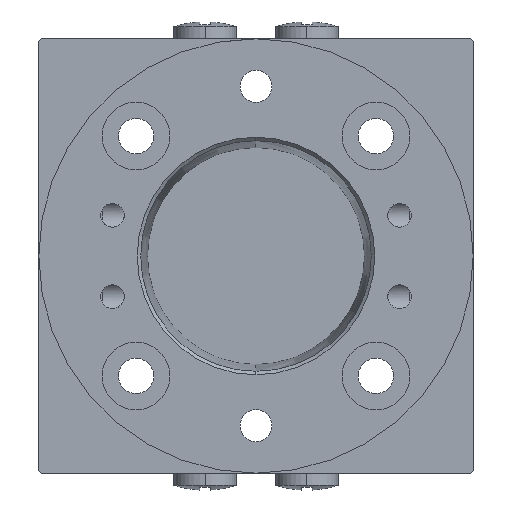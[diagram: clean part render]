
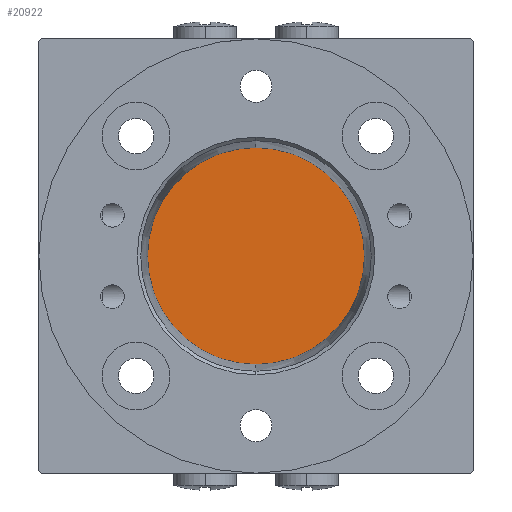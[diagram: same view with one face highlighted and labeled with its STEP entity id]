
A CAD part, front view. The second image highlights one B-rep face of the part: STEP entity #20922.
In plain terms, the highlighted planar face has unit normal (0, -1, 0).
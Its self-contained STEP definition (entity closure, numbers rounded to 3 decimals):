
#83 = DIRECTION ( 'NONE',  ( 0., 1., 0. ) ) ;
#594 = CARTESIAN_POINT ( 'NONE',  ( -15.564, 12., -10.898 ) ) ;
#1161 = VERTEX_POINT ( 'NONE', #27114 ) ;
#1526 = DIRECTION ( 'NONE',  ( 0., 1., 0. ) ) ;
#1547 = CARTESIAN_POINT ( 'NONE',  ( 21.5, 12., 0. ) ) ;
#2118 = EDGE_CURVE ( 'NONE', #25157, #1161, #3835, .T. ) ;
#2278 = ORIENTED_EDGE ( 'NONE', *, *, #2364, .T. ) ;
#2364 = EDGE_CURVE ( 'NONE', #21315, #26592, #16828, .T. ) ;
#2539 = EDGE_CURVE ( 'NONE', #12319, #3913, #22770, .T. ) ;
#3073 = EDGE_CURVE ( 'NONE', #5341, #17714, #5778, .T. ) ;
#3458 = CARTESIAN_POINT ( 'NONE',  ( 0., 12., 0. ) ) ;
#3682 = EDGE_CURVE ( 'NONE', #20707, #23130, #25509, .T. ) ;
#3758 = EDGE_CURVE ( 'NONE', #3913, #12319, #18774, .T. ) ;
#3796 = CARTESIAN_POINT ( 'NONE',  ( 14.214, 12., 10.898 ) ) ;
#3835 = CIRCLE ( 'NONE', #13288, 1.35 ) ;
#3888 = EDGE_CURVE ( 'NONE', #23130, #20707, #10408, .T. ) ;
#3913 = VERTEX_POINT ( 'NONE', #11941 ) ;
#4283 = EDGE_CURVE ( 'NONE', #26592, #21315, #27159, .T. ) ;
#4311 = DIRECTION ( 'NONE',  ( 0., 1., 0. ) ) ;
#4415 = EDGE_CURVE ( 'NONE', #17714, #5341, #24662, .T. ) ;
#4464 = EDGE_CURVE ( 'NONE', #1161, #25157, #17895, .T. ) ;
#5341 = VERTEX_POINT ( 'NONE', #14001 ) ;
#5605 = DIRECTION ( 'NONE',  ( 1., 0., 0. ) ) ;
#5778 = CIRCLE ( 'NONE', #19756, 1.35 ) ;
#5937 = DIRECTION ( 'NONE',  ( 0., 1., 0. ) ) ;
#6001 = AXIS2_PLACEMENT_3D ( 'NONE', #10409, #25093, #12564 ) ;
#6283 = CARTESIAN_POINT ( 'NONE',  ( 0., 12., 0. ) ) ;
#7454 = DIRECTION ( 'NONE',  ( 1., 0., 0. ) ) ;
#7553 = CARTESIAN_POINT ( 'NONE',  ( -15.564, 12., 10.898 ) ) ;
#7798 = PLANE ( 'NONE',  #25769 ) ;
#7836 = FACE_OUTER_BOUND ( 'NONE', #22092, .T. ) ;
#8428 = DIRECTION ( 'NONE',  ( 1., 0., 0. ) ) ;
#8464 = CARTESIAN_POINT ( 'NONE',  ( -15.564, 12., -10.898 ) ) ;
#8501 = AXIS2_PLACEMENT_3D ( 'NONE', #3458, #18391, #5605 ) ;
#9263 = ORIENTED_EDGE ( 'NONE', *, *, #2539, .T. ) ;
#9673 = DIRECTION ( 'NONE',  ( 1., 0., 0. ) ) ;
#9753 = EDGE_LOOP ( 'NONE', ( #26469, #17500 ) ) ;
#10408 = CIRCLE ( 'NONE', #8501, 21.5 ) ;
#10409 = CARTESIAN_POINT ( 'NONE',  ( 15.564, 12., -10.898 ) ) ;
#10556 = EDGE_LOOP ( 'NONE', ( #25219, #2278 ) ) ;
#10585 = CARTESIAN_POINT ( 'NONE',  ( 15.564, 12., 10.898 ) ) ;
#10600 = DIRECTION ( 'NONE',  ( 1., 0., 0. ) ) ;
#11252 = DIRECTION ( 'NONE',  ( 0., 1., 0. ) ) ;
#11574 = ORIENTED_EDGE ( 'NONE', *, *, #4464, .T. ) ;
#11879 = CARTESIAN_POINT ( 'NONE',  ( 0., 12., 0. ) ) ;
#11941 = CARTESIAN_POINT ( 'NONE',  ( 16.914, 12., 10.898 ) ) ;
#12319 = VERTEX_POINT ( 'NONE', #3796 ) ;
#12564 = DIRECTION ( 'NONE',  ( 1., 0., 0. ) ) ;
#12739 = AXIS2_PLACEMENT_3D ( 'NONE', #23346, #19272, #23262 ) ;
#12905 = CARTESIAN_POINT ( 'NONE',  ( 15.564, 12., 10.898 ) ) ;
#12984 = ORIENTED_EDGE ( 'NONE', *, *, #3758, .T. ) ;
#13288 = AXIS2_PLACEMENT_3D ( 'NONE', #594, #11252, #23964 ) ;
#13338 = AXIS2_PLACEMENT_3D ( 'NONE', #6283, #21214, #8428 ) ;
#13516 = FACE_BOUND ( 'NONE', #21707, .T. ) ;
#14001 = CARTESIAN_POINT ( 'NONE',  ( 14.214, 12., -10.898 ) ) ;
#14418 = CARTESIAN_POINT ( 'NONE',  ( 16.914, 12., -10.898 ) ) ;
#15046 = DIRECTION ( 'NONE',  ( 1., 0., 0. ) ) ;
#15189 = CARTESIAN_POINT ( 'NONE',  ( -16.914, 12., -10.898 ) ) ;
#16454 = DIRECTION ( 'NONE',  ( 1., 0., 0. ) ) ;
#16491 = CARTESIAN_POINT ( 'NONE',  ( -21.5, 12., 0. ) ) ;
#16828 = CIRCLE ( 'NONE', #12739, 1.35 ) ;
#17500 = ORIENTED_EDGE ( 'NONE', *, *, #3073, .T. ) ;
#17714 = VERTEX_POINT ( 'NONE', #14418 ) ;
#17895 = CIRCLE ( 'NONE', #20327, 1.35 ) ;
#17948 = AXIS2_PLACEMENT_3D ( 'NONE', #10585, #4311, #7454 ) ;
#18391 = DIRECTION ( 'NONE',  ( 0., 1., 0. ) ) ;
#18728 = CARTESIAN_POINT ( 'NONE',  ( 15.564, 12., -10.898 ) ) ;
#18774 = CIRCLE ( 'NONE', #19050, 1.35 ) ;
#18877 = AXIS2_PLACEMENT_3D ( 'NONE', #7553, #22435, #9673 ) ;
#19019 = ORIENTED_EDGE ( 'NONE', *, *, #3888, .F. ) ;
#19050 = AXIS2_PLACEMENT_3D ( 'NONE', #12905, #83, #15046 ) ;
#19191 = FACE_BOUND ( 'NONE', #10556, .T. ) ;
#19272 = DIRECTION ( 'NONE',  ( 0., 1., 0. ) ) ;
#19756 = AXIS2_PLACEMENT_3D ( 'NONE', #18728, #5937, #20875 ) ;
#19879 = FACE_BOUND ( 'NONE', #21992, .T. ) ;
#20327 = AXIS2_PLACEMENT_3D ( 'NONE', #8464, #23284, #10600 ) ;
#20707 = VERTEX_POINT ( 'NONE', #1547 ) ;
#20875 = DIRECTION ( 'NONE',  ( 1., 0., 0. ) ) ;
#20922 = ADVANCED_FACE ( 'NONE', ( #13516, #19191, #19879, #24633, #7836 ), #7798, .F. ) ;
#21214 = DIRECTION ( 'NONE',  ( 0., 1., 0. ) ) ;
#21315 = VERTEX_POINT ( 'NONE', #25116 ) ;
#21707 = EDGE_LOOP ( 'NONE', ( #11574, #24364 ) ) ;
#21992 = EDGE_LOOP ( 'NONE', ( #12984, #9263 ) ) ;
#22092 = EDGE_LOOP ( 'NONE', ( #19019, #25995 ) ) ;
#22435 = DIRECTION ( 'NONE',  ( 0., 1., 0. ) ) ;
#22770 = CIRCLE ( 'NONE', #17948, 1.35 ) ;
#23130 = VERTEX_POINT ( 'NONE', #16491 ) ;
#23262 = DIRECTION ( 'NONE',  ( 1., 0., 0. ) ) ;
#23284 = DIRECTION ( 'NONE',  ( 0., 1., 0. ) ) ;
#23346 = CARTESIAN_POINT ( 'NONE',  ( -15.564, 12., 10.898 ) ) ;
#23964 = DIRECTION ( 'NONE',  ( 1., 0., 0. ) ) ;
#24364 = ORIENTED_EDGE ( 'NONE', *, *, #2118, .T. ) ;
#24633 = FACE_BOUND ( 'NONE', #9753, .T. ) ;
#24662 = CIRCLE ( 'NONE', #6001, 1.35 ) ;
#25093 = DIRECTION ( 'NONE',  ( 0., 1., 0. ) ) ;
#25116 = CARTESIAN_POINT ( 'NONE',  ( -16.914, 12., 10.898 ) ) ;
#25157 = VERTEX_POINT ( 'NONE', #15189 ) ;
#25219 = ORIENTED_EDGE ( 'NONE', *, *, #4283, .T. ) ;
#25509 = CIRCLE ( 'NONE', #13338, 21.5 ) ;
#25769 = AXIS2_PLACEMENT_3D ( 'NONE', #11879, #1526, #16454 ) ;
#25995 = ORIENTED_EDGE ( 'NONE', *, *, #3682, .F. ) ;
#26469 = ORIENTED_EDGE ( 'NONE', *, *, #4415, .T. ) ;
#26592 = VERTEX_POINT ( 'NONE', #26606 ) ;
#26606 = CARTESIAN_POINT ( 'NONE',  ( -14.214, 12., 10.898 ) ) ;
#27114 = CARTESIAN_POINT ( 'NONE',  ( -14.214, 12., -10.898 ) ) ;
#27159 = CIRCLE ( 'NONE', #18877, 1.35 ) ;
